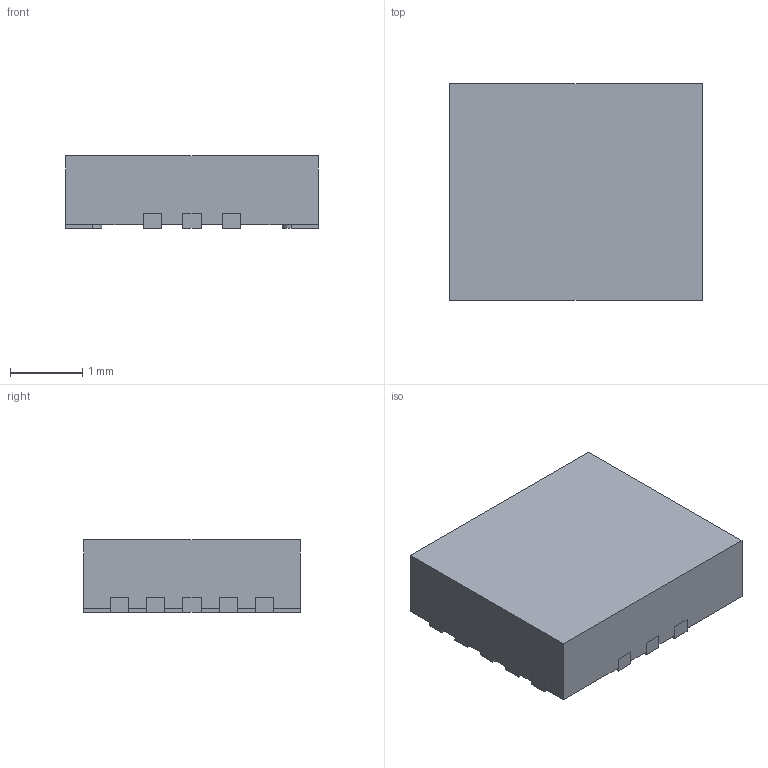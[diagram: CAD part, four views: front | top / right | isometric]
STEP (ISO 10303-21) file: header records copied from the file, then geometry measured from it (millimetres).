
FILE_DESCRIPTION((''),'2;1');
FILE_NAME('RNW0013A_ASM','2019-10-29T10:19:32',('a0412086'),(''),'CREO PARAMETRIC BY PTC INC, 2018020','CREO PARAMETRIC BY PTC INC, 2018020','');
FILE_SCHEMA(('AUTOMOTIVE_DESIGN { 1 0 10303 214 1 1 1 1 }'));
Length unit declared in the file: millimetre
Products named in the file (4): BODY-SON; FRAME-RNW0013A; PIN1-ID; RNW0013A_ASM
Assembly tree (3 placements, depth 2):
  RNW0013A_ASM
    BODY-SON
    FRAME-RNW0013A
    PIN1-ID
Bounding box: 3.5 x 3 x 1 mm (x, y, z)
Volume: 10.1 mm3; surface area: 50.8 mm2
Topology: 14 solids, 14 shells, 136 faces, 324 edges, 216 vertices
Faces by surface type: plane 118, cylinder 18
Entity records: 5245 total; most frequent: CARTESIAN_POINT 690, ORIENTED_EDGE 648, DIRECTION 646, PRESENTATION_STYLE_ASSIGNMENT 354, STYLED_ITEM 338, CURVE_STYLE 324, EDGE_CURVE 324, VECTOR 288
